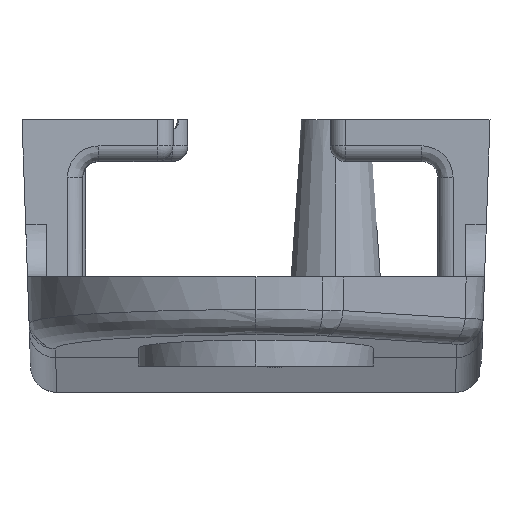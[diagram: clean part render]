
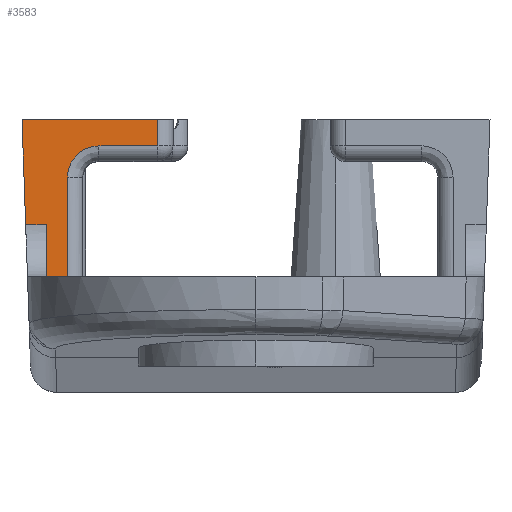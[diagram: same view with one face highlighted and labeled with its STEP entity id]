
A CAD part, left-side view. The second image highlights one B-rep face of the part: STEP entity #3583.
In plain terms, the highlighted planar face has unit normal (-1, -0.026, 0).
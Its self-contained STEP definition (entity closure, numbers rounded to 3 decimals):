
#100 = CARTESIAN_POINT ( 'NONE',  ( -276.5, 15., -8. ) ) ;
#222 = EDGE_CURVE ( 'NONE', #1322, #3417, #7282, .T. ) ;
#366 = VERTEX_POINT ( 'NONE', #7390 ) ;
#435 = LINE ( 'NONE', #4539, #883 ) ;
#567 = EDGE_CURVE ( 'NONE', #1277, #6231, #4503, .T. ) ;
#670 = FACE_OUTER_BOUND ( 'NONE', #3482, .T. ) ;
#781 = DIRECTION ( 'NONE',  ( 0.026, -1., 0. ) ) ;
#848 = VECTOR ( 'NONE', #6605, 1000. ) ;
#883 = VECTOR ( 'NONE', #1313, 1000. ) ;
#1040 = LINE ( 'NONE', #4253, #4493 ) ;
#1277 = VERTEX_POINT ( 'NONE', #7772 ) ;
#1313 = DIRECTION ( 'NONE',  ( 0.026, -1., 0. ) ) ;
#1322 = VERTEX_POINT ( 'NONE', #6102 ) ;
#1352 = EDGE_CURVE ( 'NONE', #3011, #6883, #8318, .T. ) ;
#1378 = EDGE_CURVE ( 'NONE', #366, #6231, #1040, .T. ) ;
#1955 = VECTOR ( 'NONE', #4790, 1000. ) ;
#2110 = CARTESIAN_POINT ( 'NONE',  ( -277.254, 43.809, 0. ) ) ;
#2746 = LINE ( 'NONE', #3941, #4263 ) ;
#2749 = VECTOR ( 'NONE', #3064, 1000. ) ;
#2767 = ORIENTED_EDGE ( 'NONE', *, *, #222, .F. ) ;
#2910 = CARTESIAN_POINT ( 'NONE',  ( -277.027, 35.121, -11. ) ) ;
#3011 = VERTEX_POINT ( 'NONE', #4591 ) ;
#3012 = EDGE_CURVE ( 'NONE', #1322, #366, #2746, .T. ) ;
#3064 = DIRECTION ( 'NONE',  ( 0.026, -1., 0. ) ) ;
#3417 = VERTEX_POINT ( 'NONE', #6448 ) ;
#3419 = CARTESIAN_POINT ( 'NONE',  ( -276.5, 15., -20. ) ) ;
#3482 = EDGE_LOOP ( 'NONE', ( #2767, #3884, #3920, #4197, #4394, #4482, #4598, #4736, #4959 ) ) ;
#3583 = ADVANCED_FACE ( 'NONE', ( #670 ), #6565, .T. ) ;
#3586 = LINE ( 'NONE', #4366, #6967 ) ;
#3884 = ORIENTED_EDGE ( 'NONE', *, *, #3012, .T. ) ;
#3920 = ORIENTED_EDGE ( 'NONE', *, *, #1378, .T. ) ;
#3941 = CARTESIAN_POINT ( 'NONE',  ( -276.95, 32.194, -32.213 ) ) ;
#4193 = DIRECTION ( 'NONE',  ( 0., 0., 1. ) ) ;
#4197 = ORIENTED_EDGE ( 'NONE', *, *, #567, .F. ) ;
#4253 = CARTESIAN_POINT ( 'NONE',  ( -277.027, 35.121, -8. ) ) ;
#4263 = VECTOR ( 'NONE', #5244, 1000. ) ;
#4278 = AXIS2_PLACEMENT_3D ( 'NONE', #100, #4700, #781 ) ;
#4338 = CARTESIAN_POINT ( 'NONE',  ( -277.027, 35.121, -11. ) ) ;
#4357 = CARTESIAN_POINT ( 'NONE',  ( -277.027, 35.121, -7.485 ) ) ;
#4365 = CARTESIAN_POINT ( 'NONE',  ( -276.87, 29.121, -5. ) ) ;
#4366 = CARTESIAN_POINT ( 'NONE',  ( -277.246, 43.495, -8.996 ) ) ;
#4394 = ORIENTED_EDGE ( 'NONE', *, *, #7332, .T. ) ;
#4412 = CARTESIAN_POINT ( 'NONE',  ( -276.962, 32.636, -5. ) ) ;
#4482 = ORIENTED_EDGE ( 'NONE', *, *, #1352, .T. ) ;
#4493 = VECTOR ( 'NONE', #4193, 1000. ) ;
#4503 =( BOUNDED_CURVE ( )  B_SPLINE_CURVE ( 3, ( #4365, #4412, #4357, #4338 ),
 .UNSPECIFIED., .F., .T. ) 
 B_SPLINE_CURVE_WITH_KNOTS ( ( 4, 4 ),
 ( 4.712, 6.283 ),
 .UNSPECIFIED. ) 
 CURVE ( )  GEOMETRIC_REPRESENTATION_ITEM ( )  RATIONAL_B_SPLINE_CURVE ( ( 1., 0.805, 0.805, 1. ) ) 
 REPRESENTATION_ITEM ( '' )  );
#4539 = CARTESIAN_POINT ( 'NONE',  ( -276.5, 15., -5. ) ) ;
#4591 = CARTESIAN_POINT ( 'NONE',  ( -276.577, 17.921, -5. ) ) ;
#4598 = ORIENTED_EDGE ( 'NONE', *, *, #4851, .F. ) ;
#4700 = DIRECTION ( 'NONE',  ( -1., -0.026, 0. ) ) ;
#4709 = CARTESIAN_POINT ( 'NONE',  ( -277.236, 43.11, -20. ) ) ;
#4736 = ORIENTED_EDGE ( 'NONE', *, *, #7610, .T. ) ;
#4790 = DIRECTION ( 'NONE',  ( 0., 0., 1. ) ) ;
#4821 = CARTESIAN_POINT ( 'NONE',  ( -276.577, 17.921, 0. ) ) ;
#4851 = EDGE_CURVE ( 'NONE', #5574, #6883, #8050, .T. ) ;
#4959 = ORIENTED_EDGE ( 'NONE', *, *, #6071, .T. ) ;
#5244 = DIRECTION ( 'NONE',  ( 0.026, -1., -0.002 ) ) ;
#5574 = VERTEX_POINT ( 'NONE', #2110 ) ;
#5755 = VECTOR ( 'NONE', #6286, 1000. ) ;
#6071 = EDGE_CURVE ( 'NONE', #6079, #3417, #7659, .T. ) ;
#6079 = VERTEX_POINT ( 'NONE', #4709 ) ;
#6102 = CARTESIAN_POINT ( 'NONE',  ( -277.133, 39.167, -32.201 ) ) ;
#6231 = VERTEX_POINT ( 'NONE', #2910 ) ;
#6286 = DIRECTION ( 'NONE',  ( 0., 0., 1. ) ) ;
#6297 = DIRECTION ( 'NONE',  ( 0.001, -0.035, -0.999 ) ) ;
#6300 = CARTESIAN_POINT ( 'NONE',  ( -276.5, 15., 0. ) ) ;
#6448 = CARTESIAN_POINT ( 'NONE',  ( -277.133, 39.167, -20. ) ) ;
#6565 = PLANE ( 'NONE',  #4278 ) ;
#6605 = DIRECTION ( 'NONE',  ( 0.026, -1., 0. ) ) ;
#6744 = CARTESIAN_POINT ( 'NONE',  ( -277.133, 39.167, -8. ) ) ;
#6883 = VERTEX_POINT ( 'NONE', #6903 ) ;
#6903 = CARTESIAN_POINT ( 'NONE',  ( -276.577, 17.921, 0. ) ) ;
#6967 = VECTOR ( 'NONE', #6297, 1000. ) ;
#7282 = LINE ( 'NONE', #6744, #5755 ) ;
#7332 = EDGE_CURVE ( 'NONE', #1277, #3011, #435, .T. ) ;
#7390 = CARTESIAN_POINT ( 'NONE',  ( -277.027, 35.121, -32.208 ) ) ;
#7610 = EDGE_CURVE ( 'NONE', #5574, #6079, #3586, .T. ) ;
#7659 = LINE ( 'NONE', #3419, #848 ) ;
#7772 = CARTESIAN_POINT ( 'NONE',  ( -276.87, 29.121, -5. ) ) ;
#8050 = LINE ( 'NONE', #6300, #2749 ) ;
#8318 = LINE ( 'NONE', #4821, #1955 ) ;
